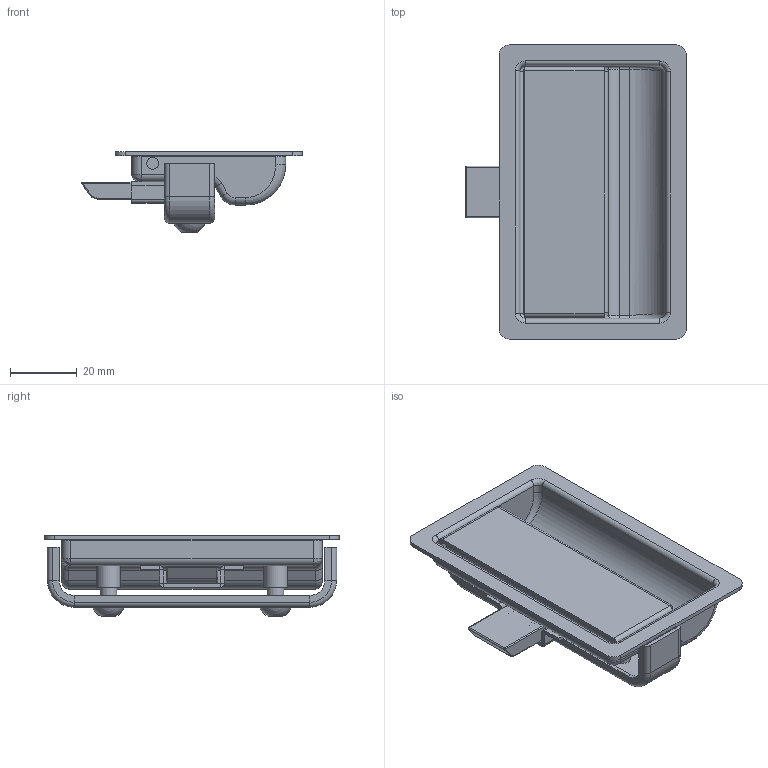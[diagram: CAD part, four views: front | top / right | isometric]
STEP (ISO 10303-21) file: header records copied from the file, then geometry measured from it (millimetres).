
FILE_DESCRIPTION(/* description */ (''),/* implementation_level */ '2;1');
FILE_NAME(/* name */ 'LT-108.stp',/* time_stamp */ '2026-02-26T10:49:16+09:00',/* author */ ('user'),/* organization */ (''),/* preprocessor_version */ 'ST-DEVELOPER v15.6',/* originating_system */ 'Autodesk Inventor 2015',/* authorisation */ '');
FILE_SCHEMA (('AUTOMOTIVE_DESIGN { 1 0 10303 214 3 1 1 }'));
Length unit declared in the file: millimetre
Products named in the file (11): 본체; 그립; 내부래치; 래치; 래치커버; 설치볼트; 설치브라켓; 스탠드오프(육각); 스프링; 핀; LT-108
Bounding box: 66 x 88 x 24.2 mm (x, y, z)
Volume: 19083.9 mm3; surface area: 31303.8 mm2
Topology: 13 solids, 13 shells, 439 faces, 963 edges, 562 vertices
Faces by surface type: plane 226, cylinder 137, bspline 34, torus 34, sphere 4, cone 4
Full cylindrical faces by diameter (mm): 3.5 x5, 4.134 x2, 5 x2, 5.5 x2, 7 x4
Entity records: 17294 total; most frequent: CARTESIAN_POINT 8064, DIRECTION 1968, ORIENTED_EDGE 1768, EDGE_CURVE 884, AXIS2_PLACEMENT_3D 717, LINE 534, VECTOR 534, VERTEX_POINT 521
